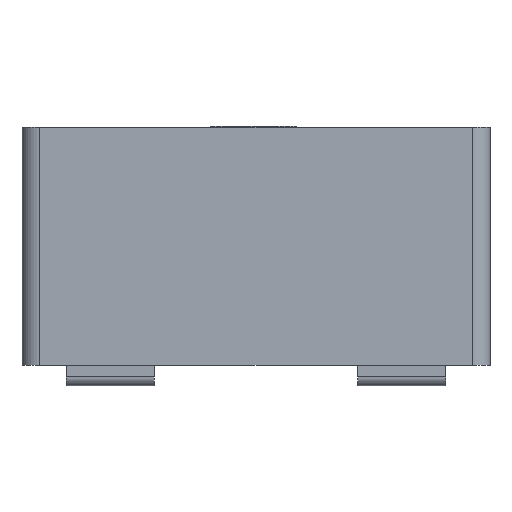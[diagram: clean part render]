
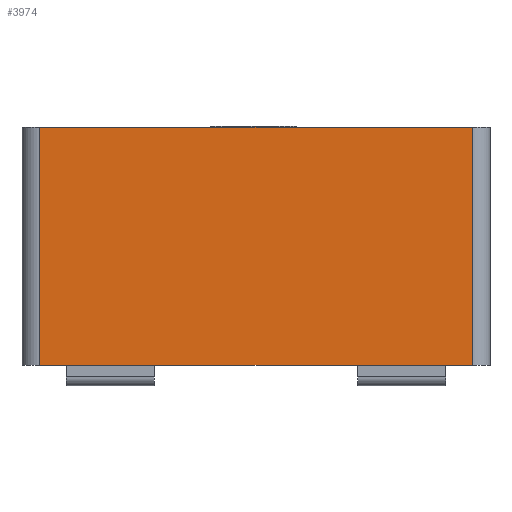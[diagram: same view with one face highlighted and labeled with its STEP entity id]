
A CAD part, front view. The second image highlights one B-rep face of the part: STEP entity #3974.
In plain terms, the highlighted planar face has unit normal (0, -1, 0).
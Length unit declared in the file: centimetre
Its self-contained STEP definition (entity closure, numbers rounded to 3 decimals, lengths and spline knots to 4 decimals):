
#949=ORIENTED_EDGE('',*,*,#1907,.F.);
#950=ORIENTED_EDGE('',*,*,#1927,.T.);
#951=ORIENTED_EDGE('',*,*,#1874,.T.);
#952=ORIENTED_EDGE('',*,*,#1928,.T.);
#1874=EDGE_CURVE('',#2385,#2386,#2722,.T.);
#1907=EDGE_CURVE('',#2418,#2419,#2740,.T.);
#1927=EDGE_CURVE('',#2418,#2385,#2757,.F.);
#1928=EDGE_CURVE('',#2386,#2419,#2758,.T.);
#2385=VERTEX_POINT('',#8044);
#2386=VERTEX_POINT('',#8045);
#2418=VERTEX_POINT('',#8174);
#2419=VERTEX_POINT('',#8176);
#2722=LINE('',#8043,#3108);
#2740=LINE('',#8175,#3126);
#2757=LINE('',#8214,#3143);
#2758=LINE('',#8215,#3144);
#3108=VECTOR('',#5941,100.);
#3126=VECTOR('',#5977,100.);
#3143=VECTOR('',#6004,100.);
#3144=VECTOR('',#6005,100.);
#3408=EDGE_LOOP('',(#949,#950,#951,#952));
#3634=FACE_BOUND('',#3408,.T.);
#3835=PLANE('',#5551);
#3974=ADVANCED_FACE('',(#3634),#3835,.T.);
#5551=AXIS2_PLACEMENT_3D('',#8213,#6002,#6003);
#5941=DIRECTION('',(-1.,0.,0.));
#5977=DIRECTION('',(-1.,0.,0.));
#6002=DIRECTION('',(0.,-1.,0.));
#6003=DIRECTION('',(0.,0.,-1.));
#6004=DIRECTION('',(0.,0.,-1.));
#6005=DIRECTION('',(0.,0.,-1.));
#8043=CARTESIAN_POINT('',(0.265,-0.275,0.18));
#8044=CARTESIAN_POINT('',(0.245,-0.275,0.18));
#8045=CARTESIAN_POINT('',(-0.245,-0.275,0.18));
#8174=CARTESIAN_POINT('',(0.245,-0.275,-0.09));
#8175=CARTESIAN_POINT('',(0.265,-0.275,-0.09));
#8176=CARTESIAN_POINT('',(-0.245,-0.275,-0.09));
#8213=CARTESIAN_POINT('',(0.265,-0.275,0.18));
#8214=CARTESIAN_POINT('',(0.245,-0.275,0.18));
#8215=CARTESIAN_POINT('',(-0.245,-0.275,0.18));
